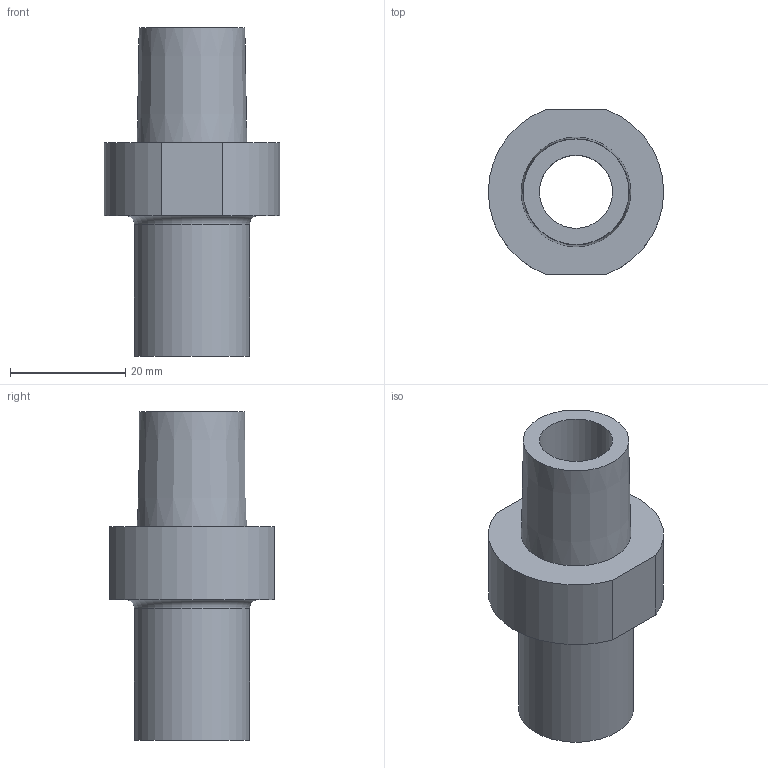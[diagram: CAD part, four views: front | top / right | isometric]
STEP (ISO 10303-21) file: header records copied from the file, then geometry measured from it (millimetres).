
FILE_DESCRIPTION (( 'STEP AP203' ), '1' );
FILE_NAME ('5528005.STEP', '2017-08-16T15:24:49', ( '' ), ( '' ), 'SwSTEP 2.0', 'SolidWorks 2017', '' );
FILE_SCHEMA (( 'CONFIG_CONTROL_DESIGN' ));
Length unit declared in the file: inch
Products named in the file (1): 5528005
Bounding box: 30.48 x 28.57 x 57.15 mm (x, y, z)
Volume: 13104.4 mm3; surface area: 7566.1 mm2
Topology: 1 solids, 1 shells, 15 faces, 29 edges, 19 vertices
Faces by surface type: plane 7, cylinder 5, cone 2, torus 1
Full cylindrical faces by diameter (mm): 12.7 x1, 16.19 x1, 20 x1
Entity records: 433 total; most frequent: DIRECTION 68, CARTESIAN_POINT 56, ORIENTED_EDGE 44, AXIS2_PLACEMENT_3D 30, EDGE_LOOP 26, EDGE_CURVE 22, FACE_OUTER_BOUND 19, VERTEX_POINT 18
